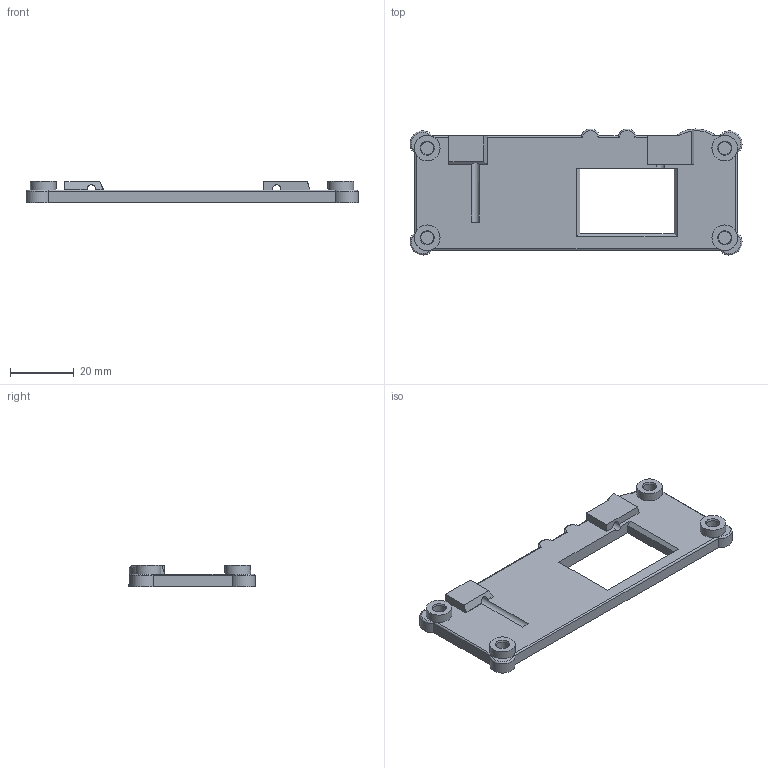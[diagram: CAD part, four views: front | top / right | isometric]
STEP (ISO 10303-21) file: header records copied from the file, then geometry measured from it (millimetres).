
FILE_DESCRIPTION(/* description */ (''),/* implementation_level */ '2;1');
FILE_NAME(/* name */ 'BottomPlate v1.step',/* time_stamp */ '2020-03-02T16:41:03-05:00',/* author */ (''),/* organization */ (''),/* preprocessor_version */ 'ST-DEVELOPER v18',/* originating_system */ 'Autodesk Translation Framework v8.12.0.6',/* authorisation */ '');
FILE_SCHEMA (('AUTOMOTIVE_DESIGN { 1 0 10303 214 3 1 1 }'));
Length unit declared in the file: millimetre
Products named in the file (1): BottomPlate
Bounding box: 103.79 x 39.4 x 6.75 mm (x, y, z)
Volume: 12996.8 mm3; surface area: 8564.1 mm2
Topology: 1 solids, 1 shells, 76 faces, 214 edges, 141 vertices
Faces by surface type: plane 38, cylinder 24, cone 7, torus 7
Full cylindrical faces by diameter (mm): 2.64 x2, 4.04 x4, 8 x4
Entity records: 2649 total; most frequent: CARTESIAN_POINT 620, ORIENTED_EDGE 428, DIRECTION 418, EDGE_CURVE 214, AXIS2_PLACEMENT_3D 157, VERTEX_POINT 141, LINE 104, VECTOR 104
